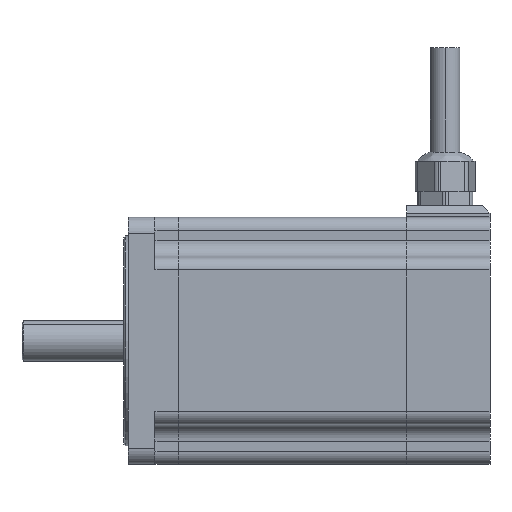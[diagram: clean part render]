
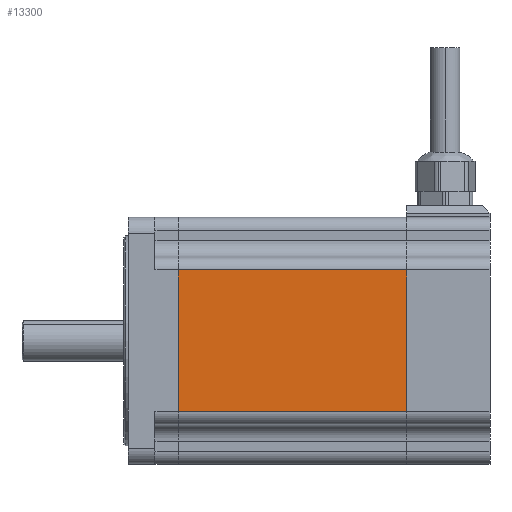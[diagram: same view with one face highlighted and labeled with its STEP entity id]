
A CAD part, left-side view. The second image highlights one B-rep face of the part: STEP entity #13300.
In plain terms, the highlighted planar face has unit normal (-1, 0, 0).
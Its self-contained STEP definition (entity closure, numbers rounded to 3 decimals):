
#10978 = PLANE('',#10979);
#10979 = AXIS2_PLACEMENT_3D('',#10980,#10981,#10982);
#10980 = CARTESIAN_POINT('',(-24.65,0.,-38.475));
#10981 = DIRECTION('',(0.,1.,0.));
#10982 = DIRECTION('',(0.,0.,1.));
#11094 = PLANE('',#11095);
#11095 = AXIS2_PLACEMENT_3D('',#11096,#11097,#11098);
#11096 = CARTESIAN_POINT('',(-24.65,79.3,-38.475));
#11097 = DIRECTION('',(0.,1.,0.));
#11098 = DIRECTION('',(0.,0.,1.));
#11274 = VERTEX_POINT('',#11275);
#11275 = CARTESIAN_POINT('',(-42.925,79.3,-24.65));
#11290 = CYLINDRICAL_SURFACE('',#11291,4.45);
#11291 = AXIS2_PLACEMENT_3D('',#11292,#11293,#11294);
#11292 = CARTESIAN_POINT('',(-38.475,79.3,-24.65));
#11293 = DIRECTION('',(0.,-1.,0.));
#11294 = DIRECTION('',(0.,0.,-1.));
#11324 = EDGE_CURVE('',#11274,#11325,#11327,.T.);
#11325 = VERTEX_POINT('',#11326);
#11326 = CARTESIAN_POINT('',(-42.925,79.3,24.65));
#11327 = SURFACE_CURVE('',#11328,(#11332,#11339),.PCURVE_S1.);
#11328 = LINE('',#11329,#11330);
#11329 = CARTESIAN_POINT('',(-42.925,79.3,-24.65));
#11330 = VECTOR('',#11331,1.);
#11331 = DIRECTION('',(0.,0.,1.));
#11332 = PCURVE('',#11094,#11333);
#11333 = DEFINITIONAL_REPRESENTATION('',(#11334),#11338);
#11334 = LINE('',#11335,#11336);
#11335 = CARTESIAN_POINT('',(13.825,-18.275));
#11336 = VECTOR('',#11337,1.);
#11337 = DIRECTION('',(1.,0.));
#11338 = ( GEOMETRIC_REPRESENTATION_CONTEXT(2) 
PARAMETRIC_REPRESENTATION_CONTEXT() REPRESENTATION_CONTEXT('2D SPACE',''
  ) );
#11339 = PCURVE('',#11340,#11345);
#11340 = PLANE('',#11341);
#11341 = AXIS2_PLACEMENT_3D('',#11342,#11343,#11344);
#11342 = CARTESIAN_POINT('',(-42.925,79.3,-24.65));
#11343 = DIRECTION('',(1.,0.,0.));
#11344 = DIRECTION('',(0.,0.,-1.));
#11345 = DEFINITIONAL_REPRESENTATION('',(#11346),#11350);
#11346 = LINE('',#11347,#11348);
#11347 = CARTESIAN_POINT('',(0.,0.));
#11348 = VECTOR('',#11349,1.);
#11349 = DIRECTION('',(-1.,0.));
#11350 = ( GEOMETRIC_REPRESENTATION_CONTEXT(2) 
PARAMETRIC_REPRESENTATION_CONTEXT() REPRESENTATION_CONTEXT('2D SPACE',''
  ) );
#11369 = CYLINDRICAL_SURFACE('',#11370,4.45);
#11370 = AXIS2_PLACEMENT_3D('',#11371,#11372,#11373);
#11371 = CARTESIAN_POINT('',(-38.475,79.3,24.65));
#11372 = DIRECTION('',(0.,-1.,0.));
#11373 = DIRECTION('',(0.,0.,-1.));
#12759 = VERTEX_POINT('',#12760);
#12760 = CARTESIAN_POINT('',(-42.925,0.,24.65));
#12804 = EDGE_CURVE('',#12805,#12759,#12807,.T.);
#12805 = VERTEX_POINT('',#12806);
#12806 = CARTESIAN_POINT('',(-42.925,0.,-24.65));
#12807 = SURFACE_CURVE('',#12808,(#12812,#12819),.PCURVE_S1.);
#12808 = LINE('',#12809,#12810);
#12809 = CARTESIAN_POINT('',(-42.925,0.,-24.65));
#12810 = VECTOR('',#12811,1.);
#12811 = DIRECTION('',(0.,0.,1.));
#12812 = PCURVE('',#10978,#12813);
#12813 = DEFINITIONAL_REPRESENTATION('',(#12814),#12818);
#12814 = LINE('',#12815,#12816);
#12815 = CARTESIAN_POINT('',(13.825,-18.275));
#12816 = VECTOR('',#12817,1.);
#12817 = DIRECTION('',(1.,0.));
#12818 = ( GEOMETRIC_REPRESENTATION_CONTEXT(2) 
PARAMETRIC_REPRESENTATION_CONTEXT() REPRESENTATION_CONTEXT('2D SPACE',''
  ) );
#12819 = PCURVE('',#11340,#12820);
#12820 = DEFINITIONAL_REPRESENTATION('',(#12821),#12825);
#12821 = LINE('',#12822,#12823);
#12822 = CARTESIAN_POINT('',(0.,-79.3));
#12823 = VECTOR('',#12824,1.);
#12824 = DIRECTION('',(-1.,0.));
#12825 = ( GEOMETRIC_REPRESENTATION_CONTEXT(2) 
PARAMETRIC_REPRESENTATION_CONTEXT() REPRESENTATION_CONTEXT('2D SPACE',''
  ) );
#13256 = EDGE_CURVE('',#11274,#12805,#13257,.T.);
#13257 = SURFACE_CURVE('',#13258,(#13262,#13291),.PCURVE_S1.);
#13258 = LINE('',#13259,#13260);
#13259 = CARTESIAN_POINT('',(-42.925,79.3,-24.65));
#13260 = VECTOR('',#13261,1.);
#13261 = DIRECTION('',(0.,-1.,0.));
#13262 = PCURVE('',#11290,#13263);
#13263 = DEFINITIONAL_REPRESENTATION('',(#13264),#13290);
#13264 = B_SPLINE_CURVE_WITH_KNOTS('',3,(#13265,#13266,#13267,#13268,
    #13269,#13270,#13271,#13272,#13273,#13274,#13275,#13276,#13277,
    #13278,#13279,#13280,#13281,#13282,#13283,#13284,#13285,#13286,
    #13287,#13288,#13289),.UNSPECIFIED.,.F.,.F.,(4,1,1,1,1,1,1,1,1,1,1,1
    ,1,1,1,1,1,1,1,1,1,1,4),(0.,3.605,7.209,
    10.814,14.418,18.023,21.627,
    25.232,28.836,32.441,36.045,
    39.65,43.255,46.859,50.464,
    54.068,57.673,61.277,64.882,
    68.486,72.091,75.695,79.3),
  .QUASI_UNIFORM_KNOTS.);
#13265 = CARTESIAN_POINT('',(4.712,0.));
#13266 = CARTESIAN_POINT('',(4.712,1.202));
#13267 = CARTESIAN_POINT('',(4.712,3.605));
#13268 = CARTESIAN_POINT('',(4.712,7.209));
#13269 = CARTESIAN_POINT('',(4.712,10.814));
#13270 = CARTESIAN_POINT('',(4.712,14.418));
#13271 = CARTESIAN_POINT('',(4.712,18.023));
#13272 = CARTESIAN_POINT('',(4.712,21.627));
#13273 = CARTESIAN_POINT('',(4.712,25.232));
#13274 = CARTESIAN_POINT('',(4.712,28.836));
#13275 = CARTESIAN_POINT('',(4.712,32.441));
#13276 = CARTESIAN_POINT('',(4.712,36.045));
#13277 = CARTESIAN_POINT('',(4.712,39.65));
#13278 = CARTESIAN_POINT('',(4.712,43.255));
#13279 = CARTESIAN_POINT('',(4.712,46.859));
#13280 = CARTESIAN_POINT('',(4.712,50.464));
#13281 = CARTESIAN_POINT('',(4.712,54.068));
#13282 = CARTESIAN_POINT('',(4.712,57.673));
#13283 = CARTESIAN_POINT('',(4.712,61.277));
#13284 = CARTESIAN_POINT('',(4.712,64.882));
#13285 = CARTESIAN_POINT('',(4.712,68.486));
#13286 = CARTESIAN_POINT('',(4.712,72.091));
#13287 = CARTESIAN_POINT('',(4.712,75.695));
#13288 = CARTESIAN_POINT('',(4.712,78.098));
#13289 = CARTESIAN_POINT('',(4.712,79.3));
#13290 = ( GEOMETRIC_REPRESENTATION_CONTEXT(2) 
PARAMETRIC_REPRESENTATION_CONTEXT() REPRESENTATION_CONTEXT('2D SPACE',''
  ) );
#13291 = PCURVE('',#11340,#13292);
#13292 = DEFINITIONAL_REPRESENTATION('',(#13293),#13297);
#13293 = LINE('',#13294,#13295);
#13294 = CARTESIAN_POINT('',(0.,0.));
#13295 = VECTOR('',#13296,1.);
#13296 = DIRECTION('',(0.,-1.));
#13297 = ( GEOMETRIC_REPRESENTATION_CONTEXT(2) 
PARAMETRIC_REPRESENTATION_CONTEXT() REPRESENTATION_CONTEXT('2D SPACE',''
  ) );
#13300 = ADVANCED_FACE('',(#13301),#11340,.F.);
#13301 = FACE_BOUND('',#13302,.T.);
#13302 = EDGE_LOOP('',(#13303,#13304,#13347,#13348));
#13303 = ORIENTED_EDGE('',*,*,#12804,.T.);
#13304 = ORIENTED_EDGE('',*,*,#13305,.F.);
#13305 = EDGE_CURVE('',#11325,#12759,#13306,.T.);
#13306 = SURFACE_CURVE('',#13307,(#13311,#13318),.PCURVE_S1.);
#13307 = LINE('',#13308,#13309);
#13308 = CARTESIAN_POINT('',(-42.925,79.3,24.65));
#13309 = VECTOR('',#13310,1.);
#13310 = DIRECTION('',(0.,-1.,0.));
#13311 = PCURVE('',#11340,#13312);
#13312 = DEFINITIONAL_REPRESENTATION('',(#13313),#13317);
#13313 = LINE('',#13314,#13315);
#13314 = CARTESIAN_POINT('',(-49.3,0.));
#13315 = VECTOR('',#13316,1.);
#13316 = DIRECTION('',(0.,-1.));
#13317 = ( GEOMETRIC_REPRESENTATION_CONTEXT(2) 
PARAMETRIC_REPRESENTATION_CONTEXT() REPRESENTATION_CONTEXT('2D SPACE',''
  ) );
#13318 = PCURVE('',#11369,#13319);
#13319 = DEFINITIONAL_REPRESENTATION('',(#13320),#13346);
#13320 = B_SPLINE_CURVE_WITH_KNOTS('',3,(#13321,#13322,#13323,#13324,
    #13325,#13326,#13327,#13328,#13329,#13330,#13331,#13332,#13333,
    #13334,#13335,#13336,#13337,#13338,#13339,#13340,#13341,#13342,
    #13343,#13344,#13345),.UNSPECIFIED.,.F.,.F.,(4,1,1,1,1,1,1,1,1,1,1,1
    ,1,1,1,1,1,1,1,1,1,1,4),(0.,3.605,7.209,
    10.814,14.418,18.023,21.627,
    25.232,28.836,32.441,36.045,
    39.65,43.255,46.859,50.464,
    54.068,57.673,61.277,64.882,
    68.486,72.091,75.695,79.3),
  .QUASI_UNIFORM_KNOTS.);
#13321 = CARTESIAN_POINT('',(4.712,0.));
#13322 = CARTESIAN_POINT('',(4.712,1.202));
#13323 = CARTESIAN_POINT('',(4.712,3.605));
#13324 = CARTESIAN_POINT('',(4.712,7.209));
#13325 = CARTESIAN_POINT('',(4.712,10.814));
#13326 = CARTESIAN_POINT('',(4.712,14.418));
#13327 = CARTESIAN_POINT('',(4.712,18.023));
#13328 = CARTESIAN_POINT('',(4.712,21.627));
#13329 = CARTESIAN_POINT('',(4.712,25.232));
#13330 = CARTESIAN_POINT('',(4.712,28.836));
#13331 = CARTESIAN_POINT('',(4.712,32.441));
#13332 = CARTESIAN_POINT('',(4.712,36.045));
#13333 = CARTESIAN_POINT('',(4.712,39.65));
#13334 = CARTESIAN_POINT('',(4.712,43.255));
#13335 = CARTESIAN_POINT('',(4.712,46.859));
#13336 = CARTESIAN_POINT('',(4.712,50.464));
#13337 = CARTESIAN_POINT('',(4.712,54.068));
#13338 = CARTESIAN_POINT('',(4.712,57.673));
#13339 = CARTESIAN_POINT('',(4.712,61.277));
#13340 = CARTESIAN_POINT('',(4.712,64.882));
#13341 = CARTESIAN_POINT('',(4.712,68.486));
#13342 = CARTESIAN_POINT('',(4.712,72.091));
#13343 = CARTESIAN_POINT('',(4.712,75.695));
#13344 = CARTESIAN_POINT('',(4.712,78.098));
#13345 = CARTESIAN_POINT('',(4.712,79.3));
#13346 = ( GEOMETRIC_REPRESENTATION_CONTEXT(2) 
PARAMETRIC_REPRESENTATION_CONTEXT() REPRESENTATION_CONTEXT('2D SPACE',''
  ) );
#13347 = ORIENTED_EDGE('',*,*,#11324,.F.);
#13348 = ORIENTED_EDGE('',*,*,#13256,.T.);
